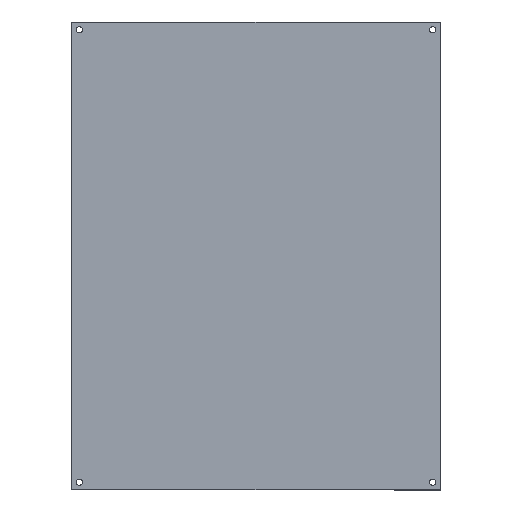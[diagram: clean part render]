
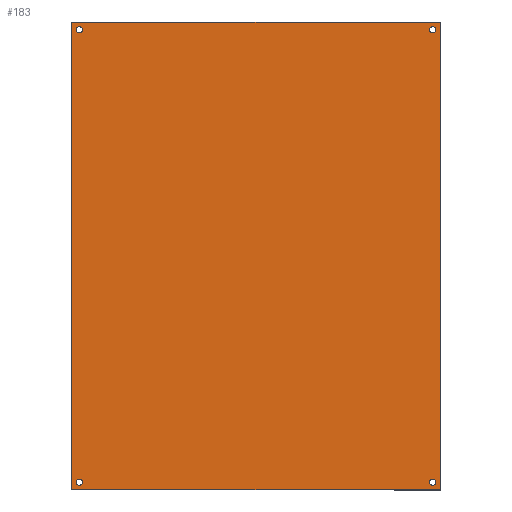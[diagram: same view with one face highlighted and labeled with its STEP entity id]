
A CAD part, top view. The second image highlights one B-rep face of the part: STEP entity #183.
In plain terms, the highlighted planar face has unit normal (0, 0, 1).
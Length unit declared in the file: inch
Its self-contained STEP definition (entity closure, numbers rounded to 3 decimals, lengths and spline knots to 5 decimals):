
#13=LINE($,#280,#25);
#17=LINE($,#288,#29);
#20=LINE($,#294,#32);
#23=LINE($,#299,#35);
#25=VECTOR($,#234,18.875);
#29=VECTOR($,#240,14.875);
#32=VECTOR($,#245,18.875);
#35=VECTOR($,#250,14.875);
#41=PLANE($,#204);
#47=FACE_BOUND($,#78,.T.);
#48=FACE_BOUND($,#79,.T.);
#49=FACE_BOUND($,#80,.T.);
#50=FACE_BOUND($,#81,.T.);
#63=FACE_OUTER_BOUND($,#77,.T.);
#77=EDGE_LOOP($,(#155,#156,#157,#158));
#78=EDGE_LOOP($,(#159));
#79=EDGE_LOOP($,(#160));
#80=EDGE_LOOP($,(#161));
#81=EDGE_LOOP($,(#162));
#87=CIRCLE($,#189,0.125);
#89=CIRCLE($,#192,0.125);
#91=CIRCLE($,#195,0.125);
#93=CIRCLE($,#198,0.125);
#95=VERTEX_POINT($,#258);
#97=VERTEX_POINT($,#263);
#99=VERTEX_POINT($,#268);
#101=VERTEX_POINT($,#273);
#103=VERTEX_POINT($,#278);
#104=VERTEX_POINT($,#279);
#107=VERTEX_POINT($,#287);
#109=VERTEX_POINT($,#293);
#111=EDGE_CURVE($,#95,#95,#87,.T.);
#113=EDGE_CURVE($,#97,#97,#89,.T.);
#115=EDGE_CURVE($,#99,#99,#91,.T.);
#117=EDGE_CURVE($,#101,#101,#93,.T.);
#119=EDGE_CURVE($,#103,#104,#13,.T.);
#123=EDGE_CURVE($,#104,#107,#17,.T.);
#126=EDGE_CURVE($,#107,#109,#20,.T.);
#129=EDGE_CURVE($,#109,#103,#23,.T.);
#155=ORIENTED_EDGE($,*,*,#119,.F.);
#156=ORIENTED_EDGE($,*,*,#129,.F.);
#157=ORIENTED_EDGE($,*,*,#126,.F.);
#158=ORIENTED_EDGE($,*,*,#123,.F.);
#159=ORIENTED_EDGE($,*,*,#111,.T.);
#160=ORIENTED_EDGE($,*,*,#113,.T.);
#161=ORIENTED_EDGE($,*,*,#115,.T.);
#162=ORIENTED_EDGE($,*,*,#117,.T.);
#183=ADVANCED_FACE($,(#63,#47,#48,#49,#50),#41,.T.);
#189=AXIS2_PLACEMENT_3D($,#259,#210,#211);
#192=AXIS2_PLACEMENT_3D($,#264,#216,#217);
#195=AXIS2_PLACEMENT_3D($,#269,#222,#223);
#198=AXIS2_PLACEMENT_3D($,#274,#228,#229);
#204=AXIS2_PLACEMENT_3D($,#301,#252,#253);
#210=DIRECTION('center_axis',(0.,0.,-1.));
#211=DIRECTION('ref_axis',(-1.,0.,0.));
#216=DIRECTION('center_axis',(0.,0.,-1.));
#217=DIRECTION('ref_axis',(-1.,0.,0.));
#222=DIRECTION('center_axis',(0.,0.,-1.));
#223=DIRECTION('ref_axis',(-1.,0.,0.));
#228=DIRECTION('center_axis',(0.,0.,-1.));
#229=DIRECTION('ref_axis',(-1.,0.,0.));
#234=DIRECTION($,(0.,-1.,0.));
#240=DIRECTION($,(-1.,0.,0.));
#245=DIRECTION($,(0.,1.,0.));
#250=DIRECTION($,(1.,0.,0.));
#252=DIRECTION('center_axis',(0.,0.,1.));
#253=DIRECTION('ref_axis',(1.,0.,0.));
#258=CARTESIAN_POINT('',(7.25,-9.125,0.125));
#259=CARTESIAN_POINT('Origin',(7.125,-9.125,0.125));
#263=CARTESIAN_POINT('',(7.25,9.125,0.125));
#264=CARTESIAN_POINT('Origin',(7.125,9.125,0.125));
#268=CARTESIAN_POINT('',(-7.,9.125,0.125));
#269=CARTESIAN_POINT('Origin',(-7.125,9.125,0.125));
#273=CARTESIAN_POINT('',(-7.,-9.125,0.125));
#274=CARTESIAN_POINT('Origin',(-7.125,-9.125,0.125));
#278=CARTESIAN_POINT('',(7.4375,9.4375,0.125));
#279=CARTESIAN_POINT('',(7.4375,-9.4375,0.125));
#280=CARTESIAN_POINT($,(7.4375,9.4375,0.125));
#287=CARTESIAN_POINT('',(-7.4375,-9.4375,0.125));
#288=CARTESIAN_POINT($,(7.4375,-9.4375,0.125));
#293=CARTESIAN_POINT('',(-7.4375,9.4375,0.125));
#294=CARTESIAN_POINT($,(-7.4375,-9.4375,0.125));
#299=CARTESIAN_POINT($,(-7.4375,9.4375,0.125));
#301=CARTESIAN_POINT('Origin',(0.,0.,0.125));
